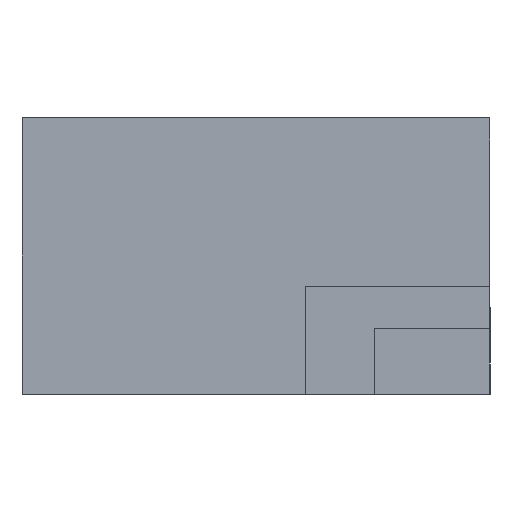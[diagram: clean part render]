
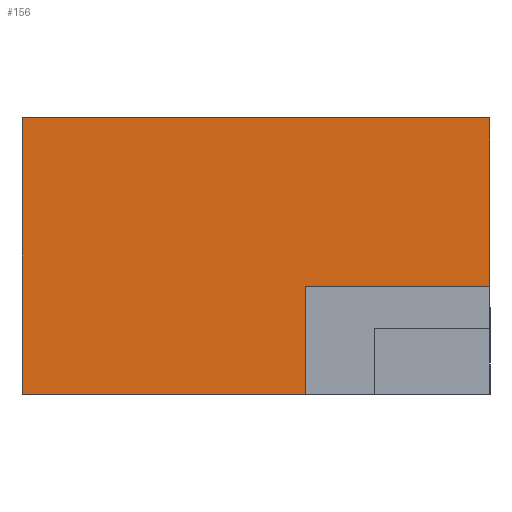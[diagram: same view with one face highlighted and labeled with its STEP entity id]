
A CAD part, left-side view. The second image highlights one B-rep face of the part: STEP entity #156.
In plain terms, the highlighted planar face has unit normal (-1, 0, 0).
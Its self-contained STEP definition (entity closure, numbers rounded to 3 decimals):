
#156=ADVANCED_FACE('',(#3090),#3092,.F.);
#3090=FACE_BOUND('',#3091,.T.);
#3091=EDGE_LOOP('',(#8082,#8083,#8084,#8085,#8086,#8087));
#3092=PLANE('',#3093);
#3093=AXIS2_PLACEMENT_3D('',#3094,#3095,#3096);
#3094=CARTESIAN_POINT('',(-5.,3.05,1.8));
#3095=DIRECTION('',(1.,-0.,0.));
#3096=DIRECTION('',(0.,0.,-1.));
#8082=ORIENTED_EDGE('',*,*,#9784,.F.);
#8083=ORIENTED_EDGE('',*,*,#9785,.F.);
#8084=ORIENTED_EDGE('',*,*,#9535,.F.);
#8085=ORIENTED_EDGE('',*,*,#9542,.F.);
#8086=ORIENTED_EDGE('',*,*,#9768,.F.);
#8087=ORIENTED_EDGE('',*,*,#9757,.T.);
#9535=EDGE_CURVE('',#10402,#10404,#10405,.T.);
#9542=EDGE_CURVE('',#10415,#10402,#10417,.T.);
#9757=EDGE_CURVE('',#10845,#10843,#10846,.T.);
#9768=EDGE_CURVE('',#10845,#10415,#10864,.T.);
#9784=EDGE_CURVE('',#10892,#10843,#10893,.T.);
#9785=EDGE_CURVE('',#10404,#10892,#10894,.T.);
#10402=VERTEX_POINT('',#11851);
#10404=VERTEX_POINT('',#11855);
#10405=LINE('',#11856,#11857);
#10415=VERTEX_POINT('',#11878);
#10417=LINE('',#11882,#11883);
#10843=VERTEX_POINT('',#14910);
#10845=VERTEX_POINT('',#14914);
#10846=LINE('',#14915,#14916);
#10864=LINE('',#14955,#14956);
#10892=VERTEX_POINT('',#15015);
#10893=LINE('',#15016,#15017);
#10894=LINE('',#15019,#15020);
#11851=CARTESIAN_POINT('',(-5.,-3.049,1.8));
#11855=CARTESIAN_POINT('',(-5.,-3.049,-0.4));
#11856=CARTESIAN_POINT('',(-5.,-3.049,1.8));
#11857=VECTOR('',#11858,1.);
#11858=DIRECTION('',(0.,0.,-1.));
#11878=CARTESIAN_POINT('',(-5.,3.05,1.8));
#11882=CARTESIAN_POINT('',(-5.,3.05,1.8));
#11883=VECTOR('',#11884,1.);
#11884=DIRECTION('',(0.,-1.,0.));
#14910=CARTESIAN_POINT('',(-5.,-0.649,-1.8));
#14914=CARTESIAN_POINT('',(-5.,3.05,-1.8));
#14915=CARTESIAN_POINT('',(-5.,3.05,-1.8));
#14916=VECTOR('',#14917,1.);
#14917=DIRECTION('',(0.,-1.,0.));
#14955=CARTESIAN_POINT('',(-5.,3.05,-1.8));
#14956=VECTOR('',#14957,1.);
#14957=DIRECTION('',(0.,0.,1.));
#15015=CARTESIAN_POINT('',(-5.,-0.649,-0.4));
#15016=CARTESIAN_POINT('',(-5.,-0.649,-0.4));
#15017=VECTOR('',#15018,1.);
#15018=DIRECTION('',(0.,0.,-1.));
#15019=CARTESIAN_POINT('',(-5.,-3.049,-0.4));
#15020=VECTOR('',#15021,1.);
#15021=DIRECTION('',(0.,1.,0.));
